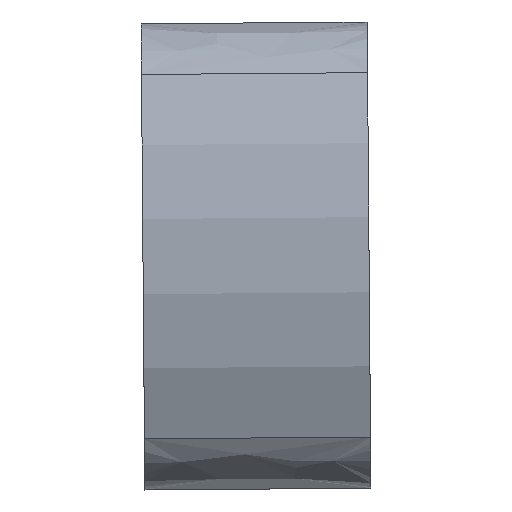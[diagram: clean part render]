
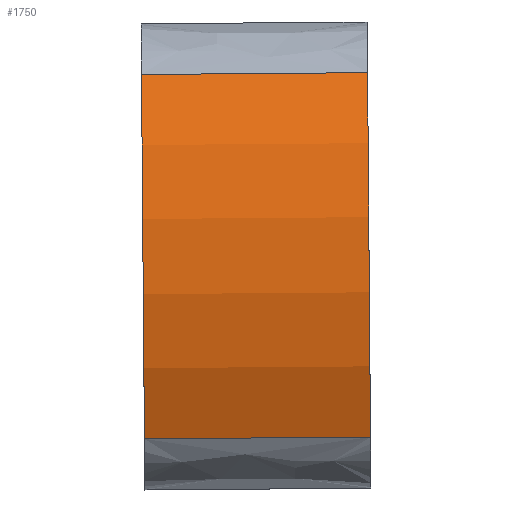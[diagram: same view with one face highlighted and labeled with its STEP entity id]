
A CAD part, left-side view. The second image highlights one B-rep face of the part: STEP entity #1750.
In plain terms, the highlighted cylindrical face has radius 48.706 mm (diameter 97.412 mm), a partial arc.
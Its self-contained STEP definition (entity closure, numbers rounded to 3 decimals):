
#117=B_SPLINE_CURVE_WITH_KNOTS('',3,(#2678,#2679,#2680,#2681),
 .UNSPECIFIED.,.F.,.F.,(4,4),(-1.265,1.295),
 .UNSPECIFIED.);
#118=B_SPLINE_CURVE_WITH_KNOTS('',3,(#2686,#2687,#2688,#2689),
 .UNSPECIFIED.,.F.,.F.,(4,4),(-1.892,0.668),
 .UNSPECIFIED.);
#139=FACE_OUTER_BOUND('',#243,.T.);
#243=EDGE_LOOP('',(#1207,#1208,#1209,#1210));
#670=CIRCLE('',#1876,48.706);
#671=CIRCLE('',#1877,48.706);
#763=VERTEX_POINT('',#2659);
#766=VERTEX_POINT('',#2670);
#767=VERTEX_POINT('',#2683);
#768=VERTEX_POINT('',#2685);
#939=EDGE_CURVE('',#766,#763,#117,.T.);
#940=EDGE_CURVE('',#767,#766,#670,.T.);
#941=EDGE_CURVE('',#768,#767,#118,.T.);
#942=EDGE_CURVE('',#768,#763,#671,.T.);
#1207=ORIENTED_EDGE('',*,*,#939,.F.);
#1208=ORIENTED_EDGE('',*,*,#940,.F.);
#1209=ORIENTED_EDGE('',*,*,#941,.F.);
#1210=ORIENTED_EDGE('',*,*,#942,.T.);
#1713=CYLINDRICAL_SURFACE('',#1875,48.706);
#1750=ADVANCED_FACE('',(#139),#1713,.T.);
#1875=AXIS2_PLACEMENT_3D('',#2682,#2083,#2084);
#1876=AXIS2_PLACEMENT_3D('',#2684,#2085,#2086);
#1877=AXIS2_PLACEMENT_3D('',#2690,#2087,#2088);
#2083=DIRECTION('center_axis',(0.,-1.,
0.008));
#2084=DIRECTION('ref_axis',(-1.,0.,0.003));
#2085=DIRECTION('center_axis',(0.,-1.,
0.008));
#2086=DIRECTION('ref_axis',(0.,0.008,1.));
#2087=DIRECTION('center_axis',(0.,-1.,
0.008));
#2088=DIRECTION('ref_axis',(0.,0.008,1.));
#2659=CARTESIAN_POINT('',(-4.932,-50.754,28.759));
#2670=CARTESIAN_POINT('',(-4.932,-76.354,28.965));
#2678=CARTESIAN_POINT('Ctrl Pts',(-4.932,-76.354,28.965));
#2679=CARTESIAN_POINT('Ctrl Pts',(-4.932,-67.821,28.896));
#2680=CARTESIAN_POINT('Ctrl Pts',(-4.932,-59.288,28.828));
#2681=CARTESIAN_POINT('Ctrl Pts',(-4.932,-50.754,28.759));
#2682=CARTESIAN_POINT('Origin',(39.25,-60.09,49.333));
#2683=CARTESIAN_POINT('',(-4.809,-76.022,70.225));
#2684=CARTESIAN_POINT('Origin',(39.25,-76.189,49.462));
#2685=CARTESIAN_POINT('',(-4.809,-50.423,70.019));
#2686=CARTESIAN_POINT('Ctrl Pts',(-4.809,-50.423,70.019));
#2687=CARTESIAN_POINT('Ctrl Pts',(-4.809,-58.956,70.088));
#2688=CARTESIAN_POINT('Ctrl Pts',(-4.809,-67.489,70.156));
#2689=CARTESIAN_POINT('Ctrl Pts',(-4.809,-76.022,70.225));
#2690=CARTESIAN_POINT('Origin',(39.25,-50.59,49.257));
